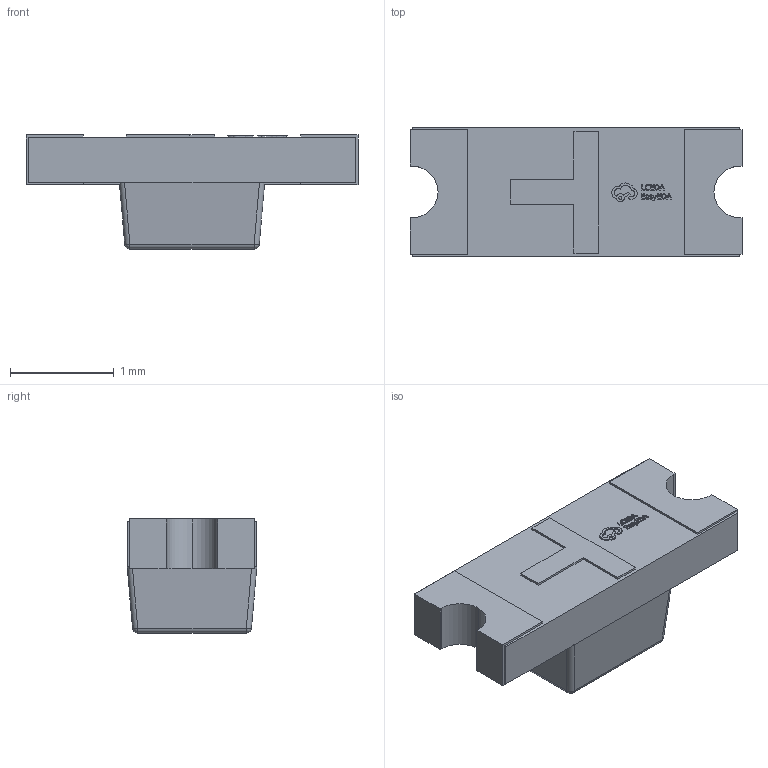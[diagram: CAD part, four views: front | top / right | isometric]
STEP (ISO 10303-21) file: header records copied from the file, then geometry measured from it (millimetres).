
FILE_DESCRIPTION (( 'STEP AP214' ), '1' );
FILE_NAME ('LED-SMD_L3.2-W1.3-RD-EH2.1.STEP', '2023-07-09T04:45:44', ( '' ), ( '' ), 'SwSTEP 2.0', 'SolidWorks 2020', '' );
FILE_SCHEMA (( 'AUTOMOTIVE_DESIGN' ));
Length unit declared in the file: millimetre
Products named in the file (1): LED-SMD_L3.2-W1.3-RD-EH2.1
Bounding box: 3.2 x 1.25 x 1.1 mm (x, y, z)
Volume: 2.8 mm3; surface area: 15 mm2
Topology: 1 solids, 1 shells, 290 faces, 788 edges, 520 vertices
Faces by surface type: plane 177, bspline 98, cylinder 11, sphere 4
Entity records: 12782 total; most frequent: CARTESIAN_POINT 2945, ORIENTED_EDGE 1576, DIRECTION 980, EDGE_CURVE 788, LINE 558, VECTOR 558, VERTEX_POINT 520, EDGE_LOOP 310
